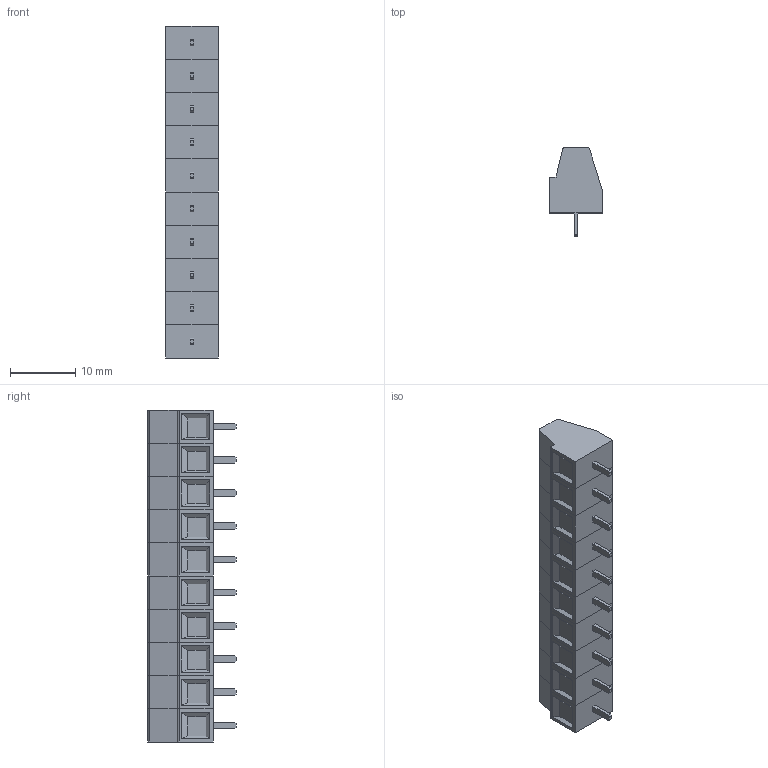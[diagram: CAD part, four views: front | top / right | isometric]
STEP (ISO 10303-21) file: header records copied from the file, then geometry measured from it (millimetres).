
FILE_DESCRIPTION(('FreeCAD Model'),'2;1');
FILE_NAME('MKDSN_1.5_10_5.08.stp','2014-10-30T19:04:27',('FreeCAD'),('FreeCAD'), 'Open CASCADE STEP processor 6.6','FreeCAD','Unknown');
FILE_SCHEMA(('AUTOMOTIVE_DESIGN_CC2 { 1 2 10303 214 -1 1 5 4 }'));
Length unit declared in the file: millimetre
Products named in the file (2): Array; Array001
Bounding box: 8.1 x 13.5 x 50.8 mm (x, y, z)
Volume: 3362.7 mm3; surface area: 3461.7 mm2
Topology: 30 solids, 30 shells, 340 faces, 780 edges, 520 vertices
Faces by surface type: plane 250, cylinder 50, bspline 40
Full cylindrical faces by diameter (mm): 3 x20
Entity records: 20090 total; most frequent: CARTESIAN_POINT 3941, DIRECTION 2912, LINE 1980, VECTOR 1980, ORIENTED_EDGE 1560, PCURVE 1560, DEFINITIONAL_REPRESENTATION 1560, EDGE_CURVE 780
